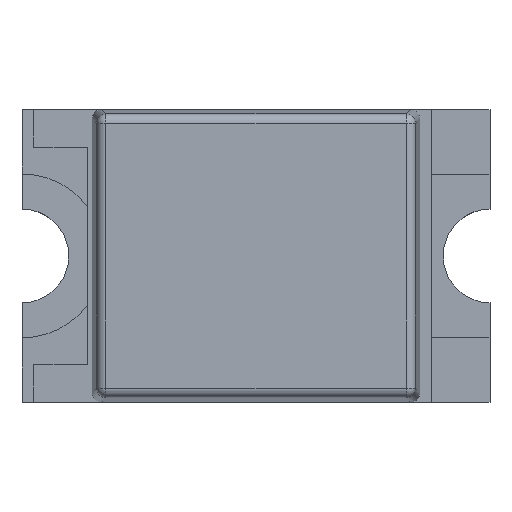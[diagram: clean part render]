
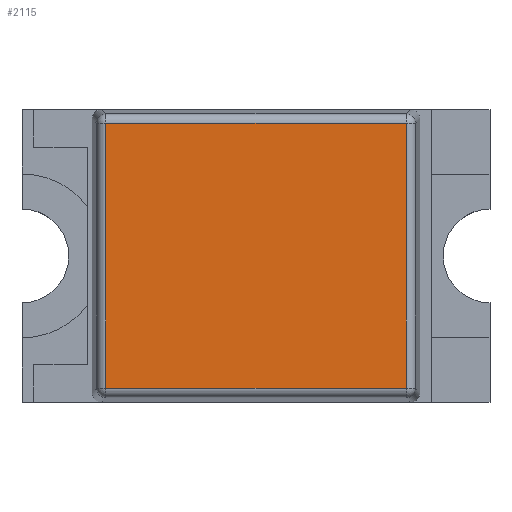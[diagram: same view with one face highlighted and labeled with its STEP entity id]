
A CAD part, top view. The second image highlights one B-rep face of the part: STEP entity #2115.
In plain terms, the highlighted planar face has unit normal (0, 0, 1).
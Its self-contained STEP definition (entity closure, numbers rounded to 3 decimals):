
#340=ORIENTED_EDGE('',*,*,#729,.T.);
#341=ORIENTED_EDGE('',*,*,#730,.T.);
#342=ORIENTED_EDGE('',*,*,#731,.T.);
#343=ORIENTED_EDGE('',*,*,#732,.T.);
#729=EDGE_CURVE('',#942,#943,#1138,.F.);
#730=EDGE_CURVE('',#943,#944,#1139,.F.);
#731=EDGE_CURVE('',#944,#945,#1140,.F.);
#732=EDGE_CURVE('',#945,#942,#1141,.F.);
#942=VERTEX_POINT('',#3094);
#943=VERTEX_POINT('',#3095);
#944=VERTEX_POINT('',#3097);
#945=VERTEX_POINT('',#3099);
#1138=LINE('',#3093,#1360);
#1139=LINE('',#3096,#1361);
#1140=LINE('',#3098,#1362);
#1141=LINE('',#3100,#1363);
#1360=VECTOR('',#2561,1000.);
#1361=VECTOR('',#2562,1000.);
#1362=VECTOR('',#2563,1000.);
#1363=VECTOR('',#2564,1000.);
#1504=EDGE_LOOP('',(#340,#341,#342,#343));
#1606=FACE_BOUND('',#1504,.T.);
#1706=PLANE('',#2247);
#2115=ADVANCED_FACE('',(#1606),#1706,.T.);
#2247=AXIS2_PLACEMENT_3D('',#3092,#2559,#2560);
#2559=DIRECTION('',(0.,0.,1.));
#2560=DIRECTION('',(1.,0.,0.));
#2561=DIRECTION('',(0.,-1.,0.));
#2562=DIRECTION('',(1.,0.,0.));
#2563=DIRECTION('',(0.,1.,0.));
#2564=DIRECTION('',(-1.,0.,0.));
#3092=CARTESIAN_POINT('',(-0.7,-0.625,0.4));
#3093=CARTESIAN_POINT('',(0.641,0.604,0.4));
#3094=CARTESIAN_POINT('',(0.641,-0.566,0.4));
#3095=CARTESIAN_POINT('',(0.641,0.566,0.4));
#3096=CARTESIAN_POINT('',(-0.679,0.566,0.4));
#3097=CARTESIAN_POINT('',(-0.641,0.566,0.4));
#3098=CARTESIAN_POINT('',(-0.641,-0.604,0.4));
#3099=CARTESIAN_POINT('',(-0.641,-0.566,0.4));
#3100=CARTESIAN_POINT('',(0.679,-0.566,0.4));
